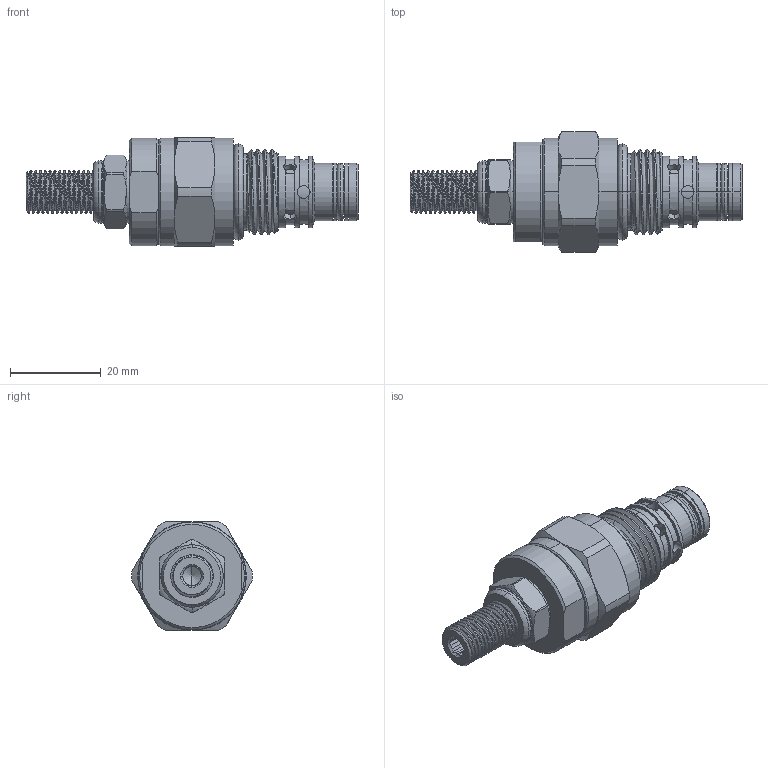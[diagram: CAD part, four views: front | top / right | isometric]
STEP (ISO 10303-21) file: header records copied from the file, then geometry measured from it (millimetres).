
FILE_DESCRIPTION (( 'STEP AP203' ), '1' );
FILE_NAME ('NV08W20-LS.STEP', '2020-03-27T03:49:55', ( '' ), ( '' ), 'SwSTEP 2.0', 'SolidWorks 2018', '' );
FILE_SCHEMA (( 'CONFIG_CONTROL_DESIGN' ));
Length unit declared in the file: millimetre
Products named in the file (1): NV08W20-LS
Bounding box: 73.34 x 26.69 x 24 mm (x, y, z)
Volume: 17438.1 mm3; surface area: 6787.8 mm2
Topology: 5 solids, 5 shells, 252 faces, 645 edges, 410 vertices
Faces by surface type: cylinder 123, plane 66, cone 39, torus 20, bspline 4
Entity records: 13423 total; most frequent: CARTESIAN_POINT 7553, ORIENTED_EDGE 1286, DIRECTION 1153, EDGE_CURVE 643, AXIS2_PLACEMENT_3D 473, VERTEX_POINT 410, EDGE_LOOP 269, FACE_OUTER_BOUND 252
